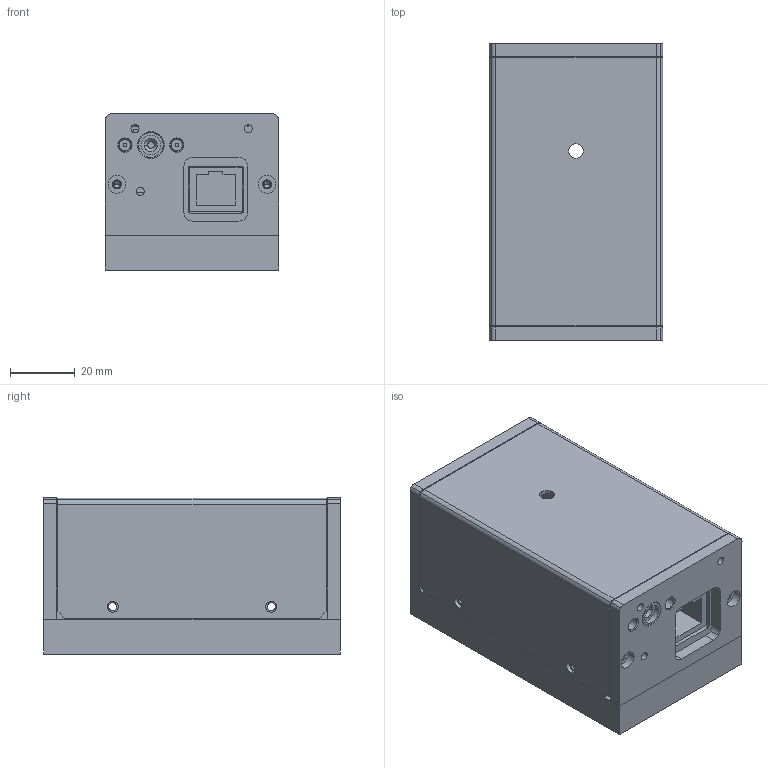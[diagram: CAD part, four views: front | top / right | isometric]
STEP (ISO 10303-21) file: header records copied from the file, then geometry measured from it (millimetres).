
FILE_DESCRIPTION (( 'STEP AP203' ), '1' );
FILE_NAME ('D-BCAM_blue_revC.STEP', '2024-05-10T13:39:35', ( '' ), ( '' ), 'SwSTEP 2.0', 'SolidWorks 2021', '' );
FILE_SCHEMA (( 'CONFIG_CONTROL_DESIGN' ));
Length unit declared in the file: millimetre
Products named in the file (1): D-BCAM_blue_revC
Bounding box: 53.5 x 91.29 x 48.1 mm (x, y, z)
Volume: 121812 mm3; surface area: 74886.1 mm2
Topology: 70 solids, 70 shells, 1206 faces, 2902 edges, 1896 vertices
Faces by surface type: plane 755, cylinder 378, cone 69, bspline 4
Entity records: 35313 total; most frequent: CARTESIAN_POINT 6392, DIRECTION 6068, ORIENTED_EDGE 5722, EDGE_CURVE 2861, VECTOR 2044, LINE 2044, AXIS2_PLACEMENT_3D 2012, VERTEX_POINT 1896
